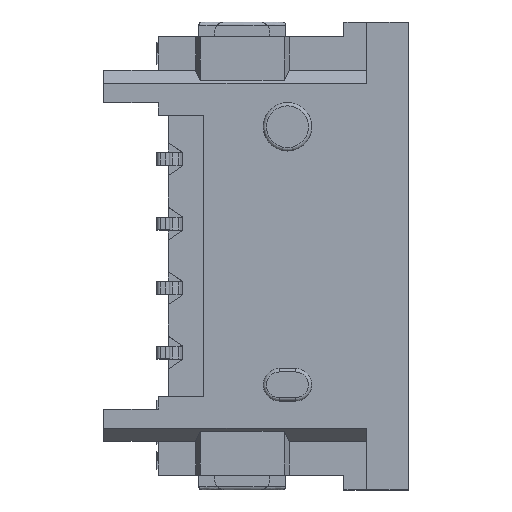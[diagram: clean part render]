
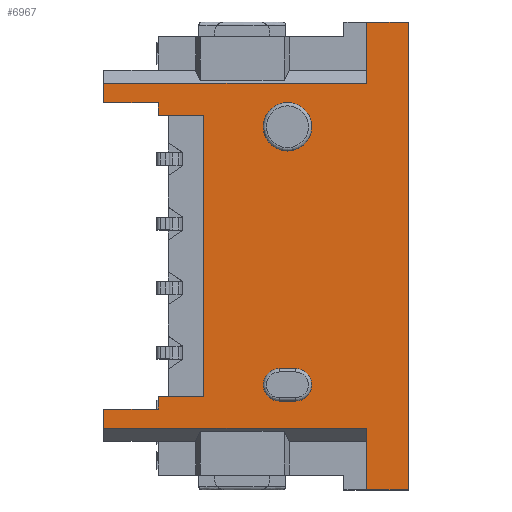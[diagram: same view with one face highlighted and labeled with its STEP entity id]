
A CAD part, top view. The second image highlights one B-rep face of the part: STEP entity #6967.
In plain terms, the highlighted planar face has unit normal (0, 0, 1).
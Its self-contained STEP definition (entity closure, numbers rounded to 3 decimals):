
#1032=CARTESIAN_POINT('',(4.,0.25,2.125));
#1033=VERTEX_POINT('',#1032);
#1050=CARTESIAN_POINT('',(4.,1.,2.125));
#1051=DIRECTION('',(0.,-1.,-0.));
#1052=DIRECTION('',(-0.,0.,1.));
#1053=AXIS2_PLACEMENT_3D('',#1050,#1052,#1051);
#1054=CIRCLE('',#1053,0.75);
#1055=EDGE_CURVE('',#1033,#1033,#1054,.T.);
#1065=CARTESIAN_POINT('',(3.75,-6.5,2.125));
#1066=VERTEX_POINT('',#1065);
#1083=CARTESIAN_POINT('',(4.25,-6.5,2.125));
#1084=VERTEX_POINT('',#1083);
#1091=CARTESIAN_POINT('',(4.25,-6.5,2.125));
#1092=DIRECTION('',(-1.,0.,0.));
#1093=VECTOR('',#1092,0.5);
#1094=LINE('',#1091,#1093);
#1095=EDGE_CURVE('',#1084,#1066,#1094,.T.);
#1115=CARTESIAN_POINT('',(4.25,-7.5,2.125));
#1116=VERTEX_POINT('',#1115);
#1123=CARTESIAN_POINT('',(4.25,-7.,2.125));
#1124=DIRECTION('',(0.,-1.,0.));
#1125=DIRECTION('',(0.,0.,1.));
#1126=AXIS2_PLACEMENT_3D('',#1123,#1125,#1124);
#1127=CIRCLE('',#1126,0.5);
#1128=EDGE_CURVE('',#1116,#1084,#1127,.T.);
#1147=CARTESIAN_POINT('',(3.75,-7.5,2.125));
#1148=VERTEX_POINT('',#1147);
#1155=CARTESIAN_POINT('',(3.75,-7.5,2.125));
#1156=DIRECTION('',(1.,0.,0.));
#1157=VECTOR('',#1156,0.5);
#1158=LINE('',#1155,#1157);
#1159=EDGE_CURVE('',#1148,#1116,#1158,.T.);
#1178=CARTESIAN_POINT('',(3.75,-7.,2.125));
#1179=DIRECTION('',(0.,1.,0.));
#1180=DIRECTION('',(0.,0.,1.));
#1181=AXIS2_PLACEMENT_3D('',#1178,#1180,#1179);
#1182=CIRCLE('',#1181,0.5);
#1183=EDGE_CURVE('',#1066,#1148,#1182,.T.);
#1697=CARTESIAN_POINT('',(7.75,-10.25,2.125));
#1698=VERTEX_POINT('',#1697);
#1724=CARTESIAN_POINT('',(7.75,4.25,2.125));
#1725=VERTEX_POINT('',#1724);
#1732=CARTESIAN_POINT('',(7.75,4.25,2.125));
#1733=DIRECTION('',(0.,-1.,0.));
#1734=VECTOR('',#1733,14.5);
#1735=LINE('',#1732,#1734);
#1736=EDGE_CURVE('',#1725,#1698,#1735,.T.);
#2102=CARTESIAN_POINT('',(0.,-7.35,2.125));
#2103=VERTEX_POINT('',#2102);
#2104=CARTESIAN_POINT('',(1.4,-7.35,2.125));
#2105=VERTEX_POINT('',#2104);
#2106=CARTESIAN_POINT('',(0.,-7.35,2.125));
#2107=DIRECTION('',(1.,0.,0.));
#2108=VECTOR('',#2107,1.4);
#2109=LINE('',#2106,#2108);
#2110=EDGE_CURVE('',#2103,#2105,#2109,.T.);
#2914=CARTESIAN_POINT('',(1.4,1.35,2.125));
#2915=VERTEX_POINT('',#2914);
#2922=CARTESIAN_POINT('',(0.,1.35,2.125));
#2923=VERTEX_POINT('',#2922);
#2924=CARTESIAN_POINT('',(1.4,1.35,2.125));
#2925=DIRECTION('',(-1.,0.,0.));
#2926=VECTOR('',#2925,1.4);
#2927=LINE('',#2924,#2926);
#2928=EDGE_CURVE('',#2915,#2923,#2927,.T.);
#2946=CARTESIAN_POINT('',(1.4,-7.35,2.125));
#2947=DIRECTION('',(0.,1.,0.));
#2948=VECTOR('',#2947,8.7);
#2949=LINE('',#2946,#2948);
#2950=EDGE_CURVE('',#2105,#2915,#2949,.T.);
#4196=CARTESIAN_POINT('',(6.45,-10.25,2.125));
#4197=VERTEX_POINT('',#4196);
#4198=CARTESIAN_POINT('',(7.75,-10.25,2.125));
#4199=DIRECTION('',(-1.,0.,0.));
#4200=VECTOR('',#4199,1.3);
#4201=LINE('',#4198,#4200);
#4202=EDGE_CURVE('',#1698,#4197,#4201,.T.);
#4261=CARTESIAN_POINT('',(6.45,4.25,2.125));
#4262=VERTEX_POINT('',#4261);
#4269=CARTESIAN_POINT('',(6.45,4.25,2.125));
#4270=DIRECTION('',(1.,0.,0.));
#4271=VECTOR('',#4270,1.3);
#4272=LINE('',#4269,#4271);
#4273=EDGE_CURVE('',#4262,#1725,#4272,.T.);
#4333=CARTESIAN_POINT('',(6.45,2.35,2.125));
#4334=VERTEX_POINT('',#4333);
#4341=CARTESIAN_POINT('',(6.45,2.35,2.125));
#4342=DIRECTION('',(0.,1.,0.));
#4343=VECTOR('',#4342,1.9);
#4344=LINE('',#4341,#4343);
#4345=EDGE_CURVE('',#4334,#4262,#4344,.T.);
#4362=CARTESIAN_POINT('',(6.45,-8.35,2.125));
#4363=VERTEX_POINT('',#4362);
#4364=CARTESIAN_POINT('',(6.45,-10.25,2.125));
#4365=DIRECTION('',(0.,1.,0.));
#4366=VECTOR('',#4365,1.9);
#4367=LINE('',#4364,#4366);
#4368=EDGE_CURVE('',#4197,#4363,#4367,.T.);
#6635=CARTESIAN_POINT('',(-1.7,2.35,2.125));
#6636=VERTEX_POINT('',#6635);
#6643=CARTESIAN_POINT('',(-1.7,2.35,2.125));
#6644=DIRECTION('',(1.,0.,0.));
#6645=VECTOR('',#6644,8.15);
#6646=LINE('',#6643,#6645);
#6647=EDGE_CURVE('',#6636,#4334,#6646,.T.);
#6684=CARTESIAN_POINT('',(-1.7,1.75,2.125));
#6685=VERTEX_POINT('',#6684);
#6702=CARTESIAN_POINT('',(0.,1.75,2.125));
#6703=VERTEX_POINT('',#6702);
#6710=CARTESIAN_POINT('',(0.,1.75,2.125));
#6711=DIRECTION('',(-1.,0.,0.));
#6712=VECTOR('',#6711,1.7);
#6713=LINE('',#6710,#6712);
#6714=EDGE_CURVE('',#6703,#6685,#6713,.T.);
#6776=CARTESIAN_POINT('',(-1.7,1.75,2.125));
#6777=DIRECTION('',(0.,1.,0.));
#6778=VECTOR('',#6777,0.6);
#6779=LINE('',#6776,#6778);
#6780=EDGE_CURVE('',#6685,#6636,#6779,.T.);
#6794=CARTESIAN_POINT('',(-1.7,-8.35,2.125));
#6795=VERTEX_POINT('',#6794);
#6796=CARTESIAN_POINT('',(6.45,-8.35,2.125));
#6797=DIRECTION('',(-1.,0.,0.));
#6798=VECTOR('',#6797,8.15);
#6799=LINE('',#6796,#6798);
#6800=EDGE_CURVE('',#4363,#6795,#6799,.T.);
#6894=CARTESIAN_POINT('',(-1.7,-7.75,2.125));
#6895=VERTEX_POINT('',#6894);
#6896=CARTESIAN_POINT('',(0.,-7.75,2.125));
#6897=VERTEX_POINT('',#6896);
#6898=CARTESIAN_POINT('',(-1.7,-7.75,2.125));
#6899=DIRECTION('',(1.,0.,0.));
#6900=VECTOR('',#6899,1.7);
#6901=LINE('',#6898,#6900);
#6902=EDGE_CURVE('',#6895,#6897,#6901,.T.);
#6920=CARTESIAN_POINT('',(3.025,-3.,2.125));
#6921=DIRECTION('',(0.,-1.,0.));
#6922=DIRECTION('',(0.,0.,1.));
#6923=AXIS2_PLACEMENT_3D('',#6920,#6922,#6921);
#6924=PLANE('',#6923);
#6925=ORIENTED_EDGE('',*,*,#4368,.F.);
#6926=ORIENTED_EDGE('',*,*,#4202,.F.);
#6927=ORIENTED_EDGE('',*,*,#1736,.F.);
#6928=ORIENTED_EDGE('',*,*,#4273,.F.);
#6929=ORIENTED_EDGE('',*,*,#4345,.F.);
#6930=ORIENTED_EDGE('',*,*,#6647,.F.);
#6931=ORIENTED_EDGE('',*,*,#6780,.F.);
#6932=ORIENTED_EDGE('',*,*,#6714,.F.);
#6933=CARTESIAN_POINT('',(0.,1.75,2.125));
#6934=DIRECTION('',(0.,-1.,0.));
#6935=VECTOR('',#6934,0.4);
#6936=LINE('',#6933,#6935);
#6937=EDGE_CURVE('',#6703,#2923,#6936,.T.);
#6938=ORIENTED_EDGE('',*,*,#6937,.T.);
#6939=ORIENTED_EDGE('',*,*,#2928,.F.);
#6940=ORIENTED_EDGE('',*,*,#2950,.F.);
#6941=ORIENTED_EDGE('',*,*,#2110,.F.);
#6942=CARTESIAN_POINT('',(0.,-7.35,2.125));
#6943=DIRECTION('',(0.,-1.,0.));
#6944=VECTOR('',#6943,0.4);
#6945=LINE('',#6942,#6944);
#6946=EDGE_CURVE('',#2103,#6897,#6945,.T.);
#6947=ORIENTED_EDGE('',*,*,#6946,.T.);
#6948=ORIENTED_EDGE('',*,*,#6902,.F.);
#6949=CARTESIAN_POINT('',(-1.7,-7.75,2.125));
#6950=DIRECTION('',(0.,-1.,0.));
#6951=VECTOR('',#6950,0.6);
#6952=LINE('',#6949,#6951);
#6953=EDGE_CURVE('',#6895,#6795,#6952,.T.);
#6954=ORIENTED_EDGE('',*,*,#6953,.T.);
#6955=ORIENTED_EDGE('',*,*,#6800,.F.);
#6956=EDGE_LOOP('',(#6925,#6926,#6927,#6928,#6929,#6930,#6931,#6932,#6938,#6939,#6940,#6941,#6947,#6948,#6954,#6955));
#6957=FACE_OUTER_BOUND('',#6956,.T.);
#6958=ORIENTED_EDGE('',*,*,#1055,.F.);
#6959=EDGE_LOOP('',(#6958));
#6960=FACE_BOUND('',#6959,.T.);
#6961=ORIENTED_EDGE('',*,*,#1095,.F.);
#6962=ORIENTED_EDGE('',*,*,#1128,.F.);
#6963=ORIENTED_EDGE('',*,*,#1159,.F.);
#6964=ORIENTED_EDGE('',*,*,#1183,.F.);
#6965=EDGE_LOOP('',(#6961,#6962,#6963,#6964));
#6966=FACE_BOUND('',#6965,.T.);
#6967=ADVANCED_FACE('',(#6957,#6960,#6966),#6924,.T.);
